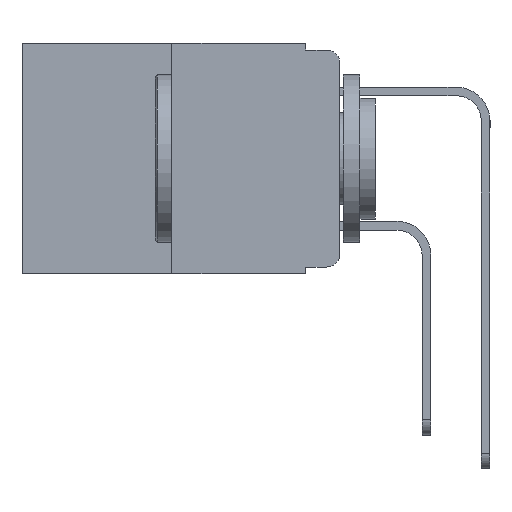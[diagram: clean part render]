
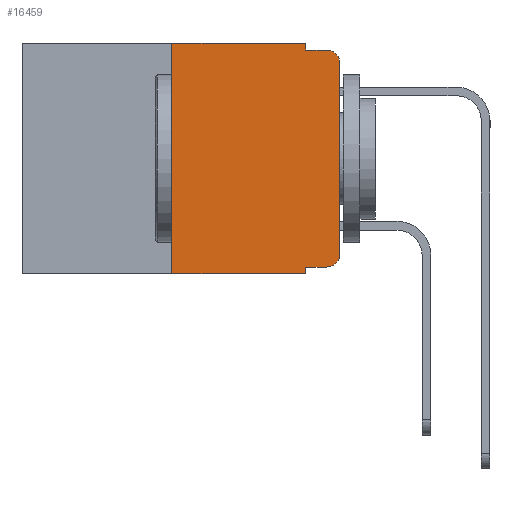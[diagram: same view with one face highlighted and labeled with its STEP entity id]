
A CAD part, left-side view. The second image highlights one B-rep face of the part: STEP entity #16459.
In plain terms, the highlighted planar face has unit normal (-1, 0, 0).
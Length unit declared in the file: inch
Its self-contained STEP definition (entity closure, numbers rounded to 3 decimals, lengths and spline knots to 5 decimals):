
#132 = CARTESIAN_POINT ( 'NONE',  ( 0., 0.051, 0. ) ) ;
#296 = ORIENTED_EDGE ( 'NONE', *, *, #10512, .T. ) ;
#514 = DIRECTION ( 'NONE',  ( -1., 0., 0. ) ) ;
#1058 = LINE ( 'NONE', #9834, #7982 ) ;
#1475 = VECTOR ( 'NONE', #12193, 39.37008 ) ;
#1842 = DIRECTION ( 'NONE',  ( 0., 0., 1. ) ) ;
#1896 = CARTESIAN_POINT ( 'NONE',  ( 0., 0., -0.03 ) ) ;
#1926 = EDGE_LOOP ( 'NONE', ( #296, #3642, #3814, #5331, #6076, #6133, #6288, #7085, #7241, #7301 ) ) ;
#2885 = LINE ( 'NONE', #14889, #9512 ) ;
#3642 = ORIENTED_EDGE ( 'NONE', *, *, #9705, .T. ) ;
#3814 = ORIENTED_EDGE ( 'NONE', *, *, #8902, .F. ) ;
#4051 = VECTOR ( 'NONE', #6026, 39.37008 ) ;
#4506 = CARTESIAN_POINT ( 'NONE',  ( 0., 0.02, -0.333 ) ) ;
#4515 = EDGE_CURVE ( 'NONE', #9553, #9984, #16109, .T. ) ;
#4810 = VERTEX_POINT ( 'NONE', #7110 ) ;
#4897 = CARTESIAN_POINT ( 'NONE',  ( 0., 0.02, -0.313 ) ) ;
#5020 = LINE ( 'NONE', #10968, #1475 ) ;
#5252 = CARTESIAN_POINT ( 'NONE',  ( 0., 0., -0.313 ) ) ;
#5331 = ORIENTED_EDGE ( 'NONE', *, *, #8106, .F. ) ;
#5397 = CARTESIAN_POINT ( 'NONE',  ( 0., 0.25, 0. ) ) ;
#5489 = EDGE_CURVE ( 'NONE', #15314, #9553, #14087, .T. ) ;
#5667 = VERTEX_POINT ( 'NONE', #14375 ) ;
#5755 = FACE_OUTER_BOUND ( 'NONE', #1926, .T. ) ;
#6026 = DIRECTION ( 'NONE',  ( 0., 0., 1. ) ) ;
#6076 = ORIENTED_EDGE ( 'NONE', *, *, #7414, .F. ) ;
#6133 = ORIENTED_EDGE ( 'NONE', *, *, #7281, .F. ) ;
#6288 = ORIENTED_EDGE ( 'NONE', *, *, #11837, .T. ) ;
#6329 = DIRECTION ( 'NONE',  ( 0., 0., -1. ) ) ;
#6425 = EDGE_CURVE ( 'NONE', #15314, #5667, #12611, .T. ) ;
#6478 = VERTEX_POINT ( 'NONE', #15407 ) ;
#7085 = ORIENTED_EDGE ( 'NONE', *, *, #6425, .F. ) ;
#7110 = CARTESIAN_POINT ( 'NONE',  ( 0., 0.051, -0.01 ) ) ;
#7241 = ORIENTED_EDGE ( 'NONE', *, *, #5489, .T. ) ;
#7262 = VECTOR ( 'NONE', #11974, 39.37008 ) ;
#7277 = LINE ( 'NONE', #13342, #4051 ) ;
#7281 = EDGE_CURVE ( 'NONE', #6478, #9181, #7277, .T. ) ;
#7301 = ORIENTED_EDGE ( 'NONE', *, *, #4515, .T. ) ;
#7414 = EDGE_CURVE ( 'NONE', #9181, #8547, #9727, .T. ) ;
#7453 = CARTESIAN_POINT ( 'NONE',  ( 0., 0.473, 0. ) ) ;
#7646 = CARTESIAN_POINT ( 'NONE',  ( 0., 0.051, 0. ) ) ;
#7964 = CARTESIAN_POINT ( 'NONE',  ( 0., 0.473, 0. ) ) ;
#7982 = VECTOR ( 'NONE', #1842, 39.37008 ) ;
#8098 = CARTESIAN_POINT ( 'NONE',  ( 0., 0.02, -0.01 ) ) ;
#8106 = EDGE_CURVE ( 'NONE', #8547, #4810, #10100, .T. ) ;
#8547 = VERTEX_POINT ( 'NONE', #7646 ) ;
#8701 = CARTESIAN_POINT ( 'NONE',  ( 0., 0.02, -0.03 ) ) ;
#8902 = EDGE_CURVE ( 'NONE', #4810, #14955, #2885, .T. ) ;
#9164 = PLANE ( 'NONE',  #12156 ) ;
#9181 = VERTEX_POINT ( 'NONE', #5397 ) ;
#9491 = CIRCLE ( 'NONE', #9844, 0.02 ) ;
#9512 = VECTOR ( 'NONE', #11291, 39.37008 ) ;
#9553 = VERTEX_POINT ( 'NONE', #4506 ) ;
#9705 = EDGE_CURVE ( 'NONE', #11167, #14955, #9491, .T. ) ;
#9727 = LINE ( 'NONE', #7453, #12957 ) ;
#9834 = CARTESIAN_POINT ( 'NONE',  ( 0., 0., 0. ) ) ;
#9844 = AXIS2_PLACEMENT_3D ( 'NONE', #8701, #514, #9902 ) ;
#9902 = DIRECTION ( 'NONE',  ( 0., 0., -1. ) ) ;
#9984 = VERTEX_POINT ( 'NONE', #5252 ) ;
#10100 = LINE ( 'NONE', #132, #7262 ) ;
#10375 = DIRECTION ( 'NONE',  ( 0., 0., -1. ) ) ;
#10411 = AXIS2_PLACEMENT_3D ( 'NONE', #4897, #13611, #6329 ) ;
#10486 = VECTOR ( 'NONE', #13961, 39.37008 ) ;
#10512 = EDGE_CURVE ( 'NONE', #9984, #11167, #1058, .T. ) ;
#10918 = CARTESIAN_POINT ( 'NONE',  ( 0., 0.051, -0.333 ) ) ;
#10968 = CARTESIAN_POINT ( 'NONE',  ( 0., 0.473, -0.343 ) ) ;
#11167 = VERTEX_POINT ( 'NONE', #1896 ) ;
#11291 = DIRECTION ( 'NONE',  ( 0., -1., 0. ) ) ;
#11837 = EDGE_CURVE ( 'NONE', #6478, #5667, #5020, .T. ) ;
#11974 = DIRECTION ( 'NONE',  ( 0., 0., -1. ) ) ;
#12156 = AXIS2_PLACEMENT_3D ( 'NONE', #7964, #12775, #10375 ) ;
#12193 = DIRECTION ( 'NONE',  ( 0., -1., 0. ) ) ;
#12224 = VECTOR ( 'NONE', #14077, 39.37008 ) ;
#12256 = DIRECTION ( 'NONE',  ( 0., -1., 0. ) ) ;
#12611 = LINE ( 'NONE', #12872, #12224 ) ;
#12773 = CARTESIAN_POINT ( 'NONE',  ( 0., 0.051, -0.333 ) ) ;
#12775 = DIRECTION ( 'NONE',  ( 1., 0., 0. ) ) ;
#12872 = CARTESIAN_POINT ( 'NONE',  ( 0., 0.051, 0. ) ) ;
#12957 = VECTOR ( 'NONE', #12256, 39.37008 ) ;
#13342 = CARTESIAN_POINT ( 'NONE',  ( 0., 0.25, 0. ) ) ;
#13611 = DIRECTION ( 'NONE',  ( -1., 0., 0. ) ) ;
#13961 = DIRECTION ( 'NONE',  ( 0., -1., 0. ) ) ;
#14077 = DIRECTION ( 'NONE',  ( 0., 0., -1. ) ) ;
#14087 = LINE ( 'NONE', #12773, #10486 ) ;
#14375 = CARTESIAN_POINT ( 'NONE',  ( 0., 0.051, -0.343 ) ) ;
#14889 = CARTESIAN_POINT ( 'NONE',  ( 0., 0.051, -0.01 ) ) ;
#14955 = VERTEX_POINT ( 'NONE', #8098 ) ;
#15314 = VERTEX_POINT ( 'NONE', #10918 ) ;
#15407 = CARTESIAN_POINT ( 'NONE',  ( 0., 0.25, -0.343 ) ) ;
#16109 = CIRCLE ( 'NONE', #10411, 0.02 ) ;
#16459 = ADVANCED_FACE ( 'NONE', ( #5755 ), #9164, .F. ) ;
